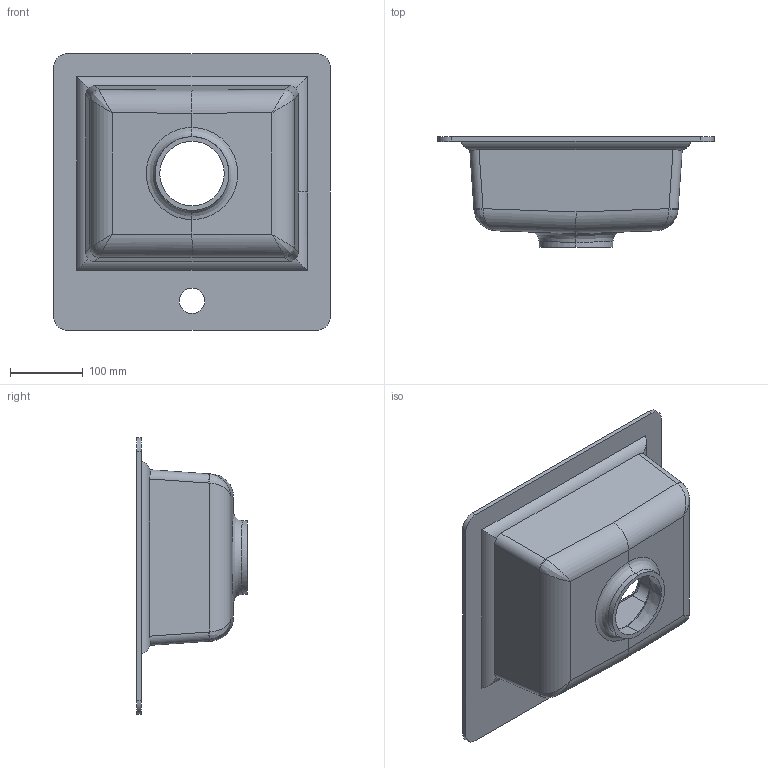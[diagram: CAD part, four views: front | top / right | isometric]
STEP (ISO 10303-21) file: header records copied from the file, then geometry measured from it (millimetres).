
FILE_DESCRIPTION (( 'STEP AP214' ), '1' );
FILE_NAME ('BS-1515.STEP', '2021-04-12T10:23:35', ( '' ), ( '' ), 'SwSTEP 2.0', 'SolidWorks 2020', '' );
FILE_SCHEMA (( 'AUTOMOTIVE_DESIGN' ));
Length unit declared in the file: inch
Products named in the file (1): BS-1515
Bounding box: 381 x 152.4 x 381 mm (x, y, z)
Volume: 1591916.4 mm3; surface area: 495318.4 mm2
Topology: 1 solids, 1 shells, 102 faces, 252 edges, 145 vertices
Faces by surface type: cylinder 43, bspline 34, plane 19, torus 4, cone 2
Entity records: 4665 total; most frequent: CARTESIAN_POINT 2580, ORIENTED_EDGE 488, DIRECTION 359, EDGE_CURVE 244, VERTEX_POINT 145, AXIS2_PLACEMENT_3D 134, EDGE_LOOP 107, FACE_OUTER_BOUND 102
